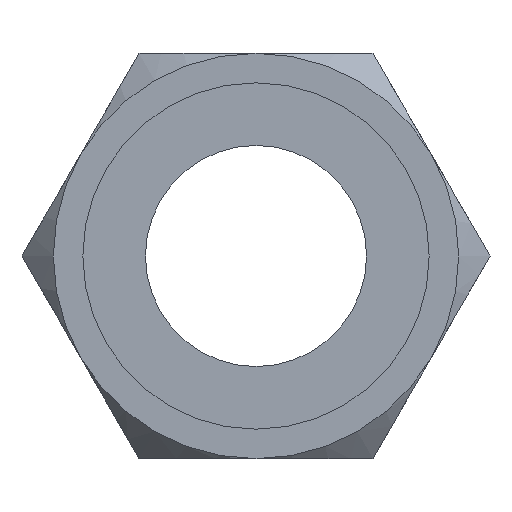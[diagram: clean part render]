
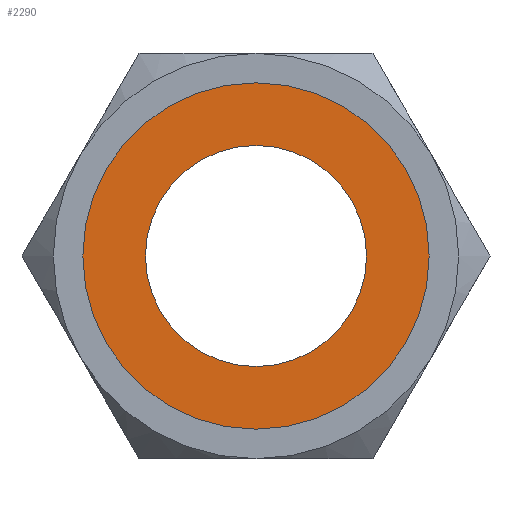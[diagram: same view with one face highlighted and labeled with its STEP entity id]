
A CAD part, left-side view. The second image highlights one B-rep face of the part: STEP entity #2290.
In plain terms, the highlighted planar face has unit normal (-1, 0, 0).
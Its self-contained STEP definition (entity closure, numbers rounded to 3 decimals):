
#410 = CARTESIAN_POINT ( 'NONE',  ( 0., 0., 4.7 ) ) ;
#499 = ORIENTED_EDGE ( 'NONE', *, *, #5223, .T. ) ;
#758 = AXIS2_PLACEMENT_3D ( 'NONE', #1290, #3129, #3158 ) ;
#831 = FACE_BOUND ( 'NONE', #3425, .T. ) ;
#865 = CARTESIAN_POINT ( 'NONE',  ( 0., 0., 0. ) ) ;
#919 = DIRECTION ( 'NONE',  ( 1., 0., 0. ) ) ;
#995 = ORIENTED_EDGE ( 'NONE', *, *, #2453, .T. ) ;
#1008 = CARTESIAN_POINT ( 'NONE',  ( 0., 0., 0. ) ) ;
#1168 = CARTESIAN_POINT ( 'NONE',  ( 0., 0., 0. ) ) ;
#1290 = CARTESIAN_POINT ( 'NONE',  ( 0., 0., 0. ) ) ;
#1341 = DIRECTION ( 'NONE',  ( 0., 0., -1. ) ) ;
#1446 = EDGE_LOOP ( 'NONE', ( #2427, #995 ) ) ;
#1578 = DIRECTION ( 'NONE',  ( 0., 0., -1. ) ) ;
#1593 = VERTEX_POINT ( 'NONE', #2310 ) ;
#2130 = AXIS2_PLACEMENT_3D ( 'NONE', #2559, #5849, #1578 ) ;
#2145 = CIRCLE ( 'NONE', #4781, 4.7 ) ;
#2215 = AXIS2_PLACEMENT_3D ( 'NONE', #1168, #2973, #5893 ) ;
#2267 = FACE_OUTER_BOUND ( 'NONE', #1446, .T. ) ;
#2290 = ADVANCED_FACE ( 'NONE', ( #831, #2267 ), #5604, .F. ) ;
#2310 = CARTESIAN_POINT ( 'NONE',  ( 0., 0., 3. ) ) ;
#2427 = ORIENTED_EDGE ( 'NONE', *, *, #3755, .T. ) ;
#2453 = EDGE_CURVE ( 'NONE', #2996, #5272, #2145, .T. ) ;
#2559 = CARTESIAN_POINT ( 'NONE',  ( 0., 0., 0. ) ) ;
#2968 = CARTESIAN_POINT ( 'NONE',  ( 0., 0., -4.7 ) ) ;
#2973 = DIRECTION ( 'NONE',  ( -1., 0., 0. ) ) ;
#2996 = VERTEX_POINT ( 'NONE', #2968 ) ;
#3129 = DIRECTION ( 'NONE',  ( 1., 0., 0. ) ) ;
#3158 = DIRECTION ( 'NONE',  ( 0., 0., -1. ) ) ;
#3425 = EDGE_LOOP ( 'NONE', ( #499, #4965 ) ) ;
#3755 = EDGE_CURVE ( 'NONE', #5272, #2996, #5638, .T. ) ;
#3936 = CARTESIAN_POINT ( 'NONE',  ( 0., 0., -3. ) ) ;
#4166 = CIRCLE ( 'NONE', #758, 3. ) ;
#4242 = DIRECTION ( 'NONE',  ( 0., 0., 1. ) ) ;
#4309 = DIRECTION ( 'NONE',  ( -1., 0., 0. ) ) ;
#4583 = AXIS2_PLACEMENT_3D ( 'NONE', #865, #919, #1341 ) ;
#4687 = VERTEX_POINT ( 'NONE', #3936 ) ;
#4781 = AXIS2_PLACEMENT_3D ( 'NONE', #1008, #4309, #4242 ) ;
#4965 = ORIENTED_EDGE ( 'NONE', *, *, #6051, .T. ) ;
#5051 = CIRCLE ( 'NONE', #2130, 3. ) ;
#5223 = EDGE_CURVE ( 'NONE', #1593, #4687, #5051, .T. ) ;
#5272 = VERTEX_POINT ( 'NONE', #410 ) ;
#5604 = PLANE ( 'NONE',  #4583 ) ;
#5638 = CIRCLE ( 'NONE', #2215, 4.7 ) ;
#5849 = DIRECTION ( 'NONE',  ( 1., 0., 0. ) ) ;
#5893 = DIRECTION ( 'NONE',  ( 0., 0., 1. ) ) ;
#6051 = EDGE_CURVE ( 'NONE', #4687, #1593, #4166, .T. ) ;
